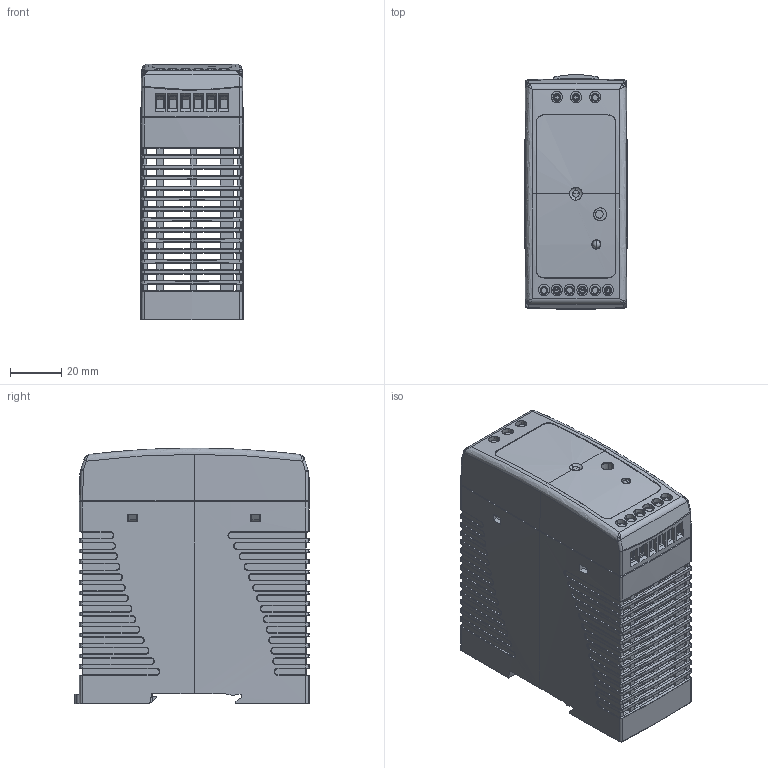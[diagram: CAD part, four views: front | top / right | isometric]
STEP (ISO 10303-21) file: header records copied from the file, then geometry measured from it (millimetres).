
FILE_DESCRIPTION (( 'STEP AP214' ), '1' );
FILE_NAME ('mdr-40-24_60329_neu.STEP', '2021-01-22T10:42:53', ( '' ), ( '' ), 'SwSTEP 2.0', 'SolidWorks 2018', '' );
FILE_SCHEMA (( 'AUTOMOTIVE_DESIGN' ));
Length unit declared in the file: millimetre
Products named in the file (2): mdr-40-24_60329_neu
Bounding box: 40 x 91.62 x 100.01 mm (x, y, z)
Volume: 79471.4 mm3; surface area: 92166.9 mm2
Topology: 4 solids, 4 shells, 2757 faces, 7432 edges, 4496 vertices
Faces by surface type: plane 1337, cone 571, bspline 452, cylinder 281, torus 116
Entity records: 116968 total; most frequent: CARTESIAN_POINT 57209, ORIENTED_EDGE 14864, DIRECTION 8486, EDGE_CURVE 7432, VERTEX_POINT 4496, B_SPLINE_CURVE_WITH_KNOTS 3633, EDGE_LOOP 2872, AXIS2_PLACEMENT_3D 2871
